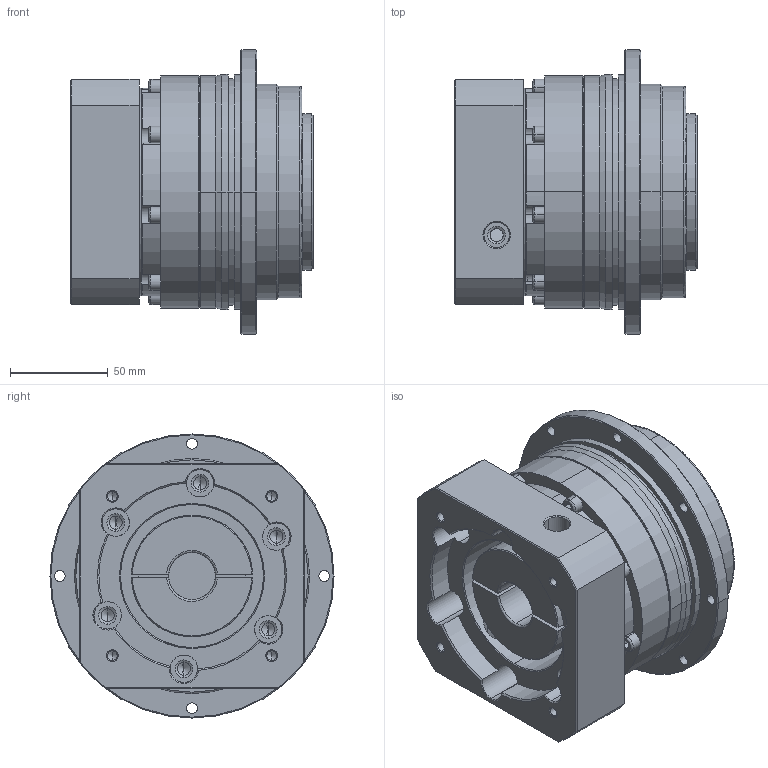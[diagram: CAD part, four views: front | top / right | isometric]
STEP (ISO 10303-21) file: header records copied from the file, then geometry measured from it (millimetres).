
FILE_DESCRIPTION (( 'STEP AP214' ), '1' );
FILE_NAME ('SD110-L1-24-95-115-M6-M8.STEP', '2022-02-19T09:12:38', ( 'admin' ), ( '' ), 'SwSTEP 2.0', 'SolidWorks 2013', '' );
FILE_SCHEMA (( 'AUTOMOTIVE_DESIGN' ));
Length unit declared in the file: millimetre
Products named in the file (4): SD110-L1-24-95-115-M6-M8; SD110-L1; PB115-95-115M6; PB115_X2_58F34F537AEF_X0_
Assembly tree (3 placements, depth 2):
  SD110-L1-24-95-115-M6-M8
    PB115_X2_58F34F537AEF_X0_
    PB115-95-115M6
    SD110-L1
Bounding box: 124 x 145 x 145 mm (x, y, z)
Volume: 1158231.9 mm3; surface area: 164591.6 mm2
Topology: 3 solids, 3 shells, 596 faces, 1461 edges, 875 vertices
Faces by surface type: cylinder 252, cone 201, plane 118, bspline 25
Entity records: 24805 total; most frequent: CARTESIAN_POINT 4116, DIRECTION 3123, ORIENTED_EDGE 2770, EDGE_CURVE 1385, AXIS2_PLACEMENT_3D 1256, VERTEX_POINT 875, EDGE_LOOP 718, CIRCLE 679
